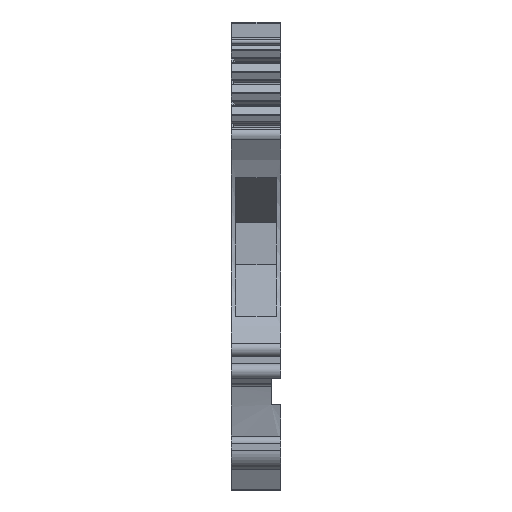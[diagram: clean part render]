
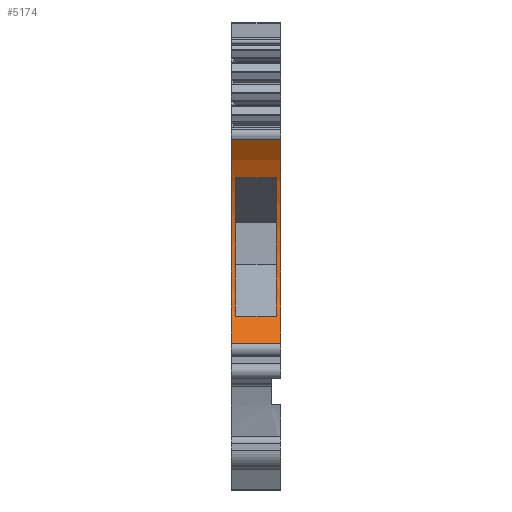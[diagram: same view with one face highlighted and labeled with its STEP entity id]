
A CAD part, front view. The second image highlights one B-rep face of the part: STEP entity #5174.
In plain terms, the highlighted cylindrical face has radius 15.05 mm (diameter 30.1 mm), a partial arc.
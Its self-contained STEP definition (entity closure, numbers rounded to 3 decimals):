
#936=AXIS2_PLACEMENT_3D('Circle Axis2P3D',#934,#935,$) ;
#2743=AXIS2_PLACEMENT_3D('Circle Axis2P3D',#2741,#2742,$) ;
#5127=AXIS2_PLACEMENT_3D('Cylinder Axis2P3D',#5124,#5125,#5126) ;
#5142=AXIS2_PLACEMENT_3D('Circle Axis2P3D',#5140,#5141,$) ;
#5158=AXIS2_PLACEMENT_3D('Circle Axis2P3D',#5156,#5157,$) ;
#931=CARTESIAN_POINT('Vertex',(0.,4.261,14.969)) ;
#934=CARTESIAN_POINT('Axis2P3D Location',(0.,-5.549,26.382)) ;
#938=CARTESIAN_POINT('Vertex',(0.,6.167,35.828)) ;
#2738=CARTESIAN_POINT('Vertex',(5.1,6.167,35.828)) ;
#2741=CARTESIAN_POINT('Axis2P3D Location',(5.1,-5.549,26.382)) ;
#2745=CARTESIAN_POINT('Vertex',(5.1,4.261,14.969)) ;
#5112=CARTESIAN_POINT('Line Origine',(5.1,6.167,35.828)) ;
#5124=CARTESIAN_POINT('Axis2P3D Location',(5.1,-5.549,26.382)) ;
#5129=CARTESIAN_POINT('Line Origine',(5.1,4.261,14.969)) ;
#5140=CARTESIAN_POINT('Axis2P3D Location',(4.6,-5.549,26.382)) ;
#5144=CARTESIAN_POINT('Vertex',(4.6,6.773,17.741)) ;
#5146=CARTESIAN_POINT('Vertex',(4.6,8.433,31.951)) ;
#5149=CARTESIAN_POINT('Line Origine',(5.1,6.773,17.741)) ;
#5153=CARTESIAN_POINT('Vertex',(0.5,6.773,17.741)) ;
#5156=CARTESIAN_POINT('Axis2P3D Location',(0.5,-5.549,26.382)) ;
#5160=CARTESIAN_POINT('Vertex',(0.5,8.433,31.951)) ;
#5163=CARTESIAN_POINT('Line Origine',(5.1,8.433,31.951)) ;
#935=DIRECTION('Axis2P3D Direction',(1.,0.,0.)) ;
#2742=DIRECTION('Axis2P3D Direction',(1.,0.,0.)) ;
#5113=DIRECTION('Vector Direction',(1.,0.,0.)) ;
#5125=DIRECTION('Axis2P3D Direction',(1.,0.,-0.)) ;
#5126=DIRECTION('Axis2P3D XDirection',(0.,0.,-1.)) ;
#5130=DIRECTION('Vector Direction',(1.,0.,0.)) ;
#5141=DIRECTION('Axis2P3D Direction',(1.,0.,-0.)) ;
#5150=DIRECTION('Vector Direction',(1.,0.,0.)) ;
#5157=DIRECTION('Axis2P3D Direction',(1.,0.,-0.)) ;
#5164=DIRECTION('Vector Direction',(1.,0.,0.)) ;
#5114=VECTOR('Line Direction',#5113,1.) ;
#5131=VECTOR('Line Direction',#5130,1.) ;
#5151=VECTOR('Line Direction',#5150,1.) ;
#5165=VECTOR('Line Direction',#5164,1.) ;
#5135=ORIENTED_EDGE('',*,*,#940,.F.) ;
#5136=ORIENTED_EDGE('',*,*,#5133,.F.) ;
#5137=ORIENTED_EDGE('',*,*,#2747,.T.) ;
#5138=ORIENTED_EDGE('',*,*,#5116,.T.) ;
#5169=ORIENTED_EDGE('',*,*,#5148,.F.) ;
#5170=ORIENTED_EDGE('',*,*,#5155,.T.) ;
#5171=ORIENTED_EDGE('',*,*,#5162,.T.) ;
#5172=ORIENTED_EDGE('',*,*,#5167,.T.) ;
#5173=FACE_BOUND('',#5168,.T.) ;
#5174=ADVANCED_FACE('V1',(#5139,#5173),#5128,.F.) ;
#937=CIRCLE('generated circle',#936,15.05) ;
#2744=CIRCLE('generated circle',#2743,15.05) ;
#5143=CIRCLE('generated circle',#5142,15.05) ;
#5159=CIRCLE('generated circle',#5158,15.05) ;
#5128=CYLINDRICAL_SURFACE('generated cylinder',#5127,15.05) ;
#940=EDGE_CURVE('',#932,#939,#937,.T.) ;
#2747=EDGE_CURVE('',#2746,#2739,#2744,.T.) ;
#5116=EDGE_CURVE('',#2739,#939,#5115,.F.) ;
#5133=EDGE_CURVE('',#2746,#932,#5132,.F.) ;
#5148=EDGE_CURVE('',#5145,#5147,#5143,.T.) ;
#5155=EDGE_CURVE('',#5145,#5154,#5152,.F.) ;
#5162=EDGE_CURVE('',#5154,#5161,#5159,.T.) ;
#5167=EDGE_CURVE('',#5161,#5147,#5166,.T.) ;
#5134=EDGE_LOOP('',(#5135,#5136,#5137,#5138)) ;
#5168=EDGE_LOOP('',(#5169,#5170,#5171,#5172)) ;
#5139=FACE_OUTER_BOUND('',#5134,.T.) ;
#5115=LINE('Line',#5112,#5114) ;
#5132=LINE('Line',#5129,#5131) ;
#5152=LINE('Line',#5149,#5151) ;
#5166=LINE('Line',#5163,#5165) ;
#932=VERTEX_POINT('',#931) ;
#939=VERTEX_POINT('',#938) ;
#2739=VERTEX_POINT('',#2738) ;
#2746=VERTEX_POINT('',#2745) ;
#5145=VERTEX_POINT('',#5144) ;
#5147=VERTEX_POINT('',#5146) ;
#5154=VERTEX_POINT('',#5153) ;
#5161=VERTEX_POINT('',#5160) ;
